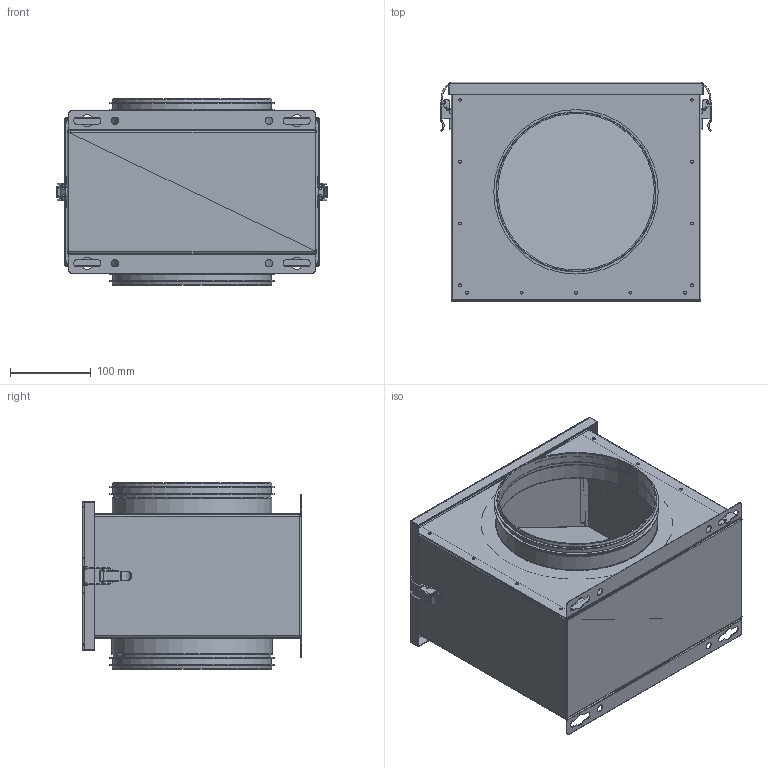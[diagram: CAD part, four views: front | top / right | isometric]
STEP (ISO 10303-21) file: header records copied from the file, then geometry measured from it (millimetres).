
FILE_DESCRIPTION(/* description */ (''),/* implementation_level */ '2;1');
FILE_NAME(/* name */ 'TFE 20.stp',/* time_stamp */ '2024-02-05T14:06:16Z',/* author */ ('matthew'),/* organization */ (''),/* preprocessor_version */ 'ST-DEVELOPER v19',/* originating_system */ 'Autodesk Inventor 2023',/* authorisation */ '');
FILE_SCHEMA (('AUTOMOTIVE_DESIGN { 1 0 10303 214 3 1 1 }'));
Length unit declared in the file: millimetre
Products named in the file (1): TFE 20
Bounding box: 336.4 x 272 x 230.99 mm (x, y, z)
Volume: 880839.2 mm3; surface area: 969112.7 mm2
Topology: 3 solids, 3 shells, 660 faces, 1648 edges, 1008 vertices
Faces by surface type: plane 349, cylinder 265, torus 28, bspline 16, cone 2
Full cylindrical faces by diameter (mm): 2 x12, 2.6 x4, 3.3 x30, 3.5 x26, 9 x4, 194.4 x2, 195.4 x2, 197.4 x2, 198 x2, 199 x2, 202 x2, 204 x4, 238 x2
Entity records: 20790 total; most frequent: CARTESIAN_POINT 4040, DIRECTION 3448, ORIENTED_EDGE 3314, EDGE_CURVE 1657, AXIS2_PLACEMENT_3D 1210, LINE 1028, VECTOR 1028, VERTEX_POINT 1008
